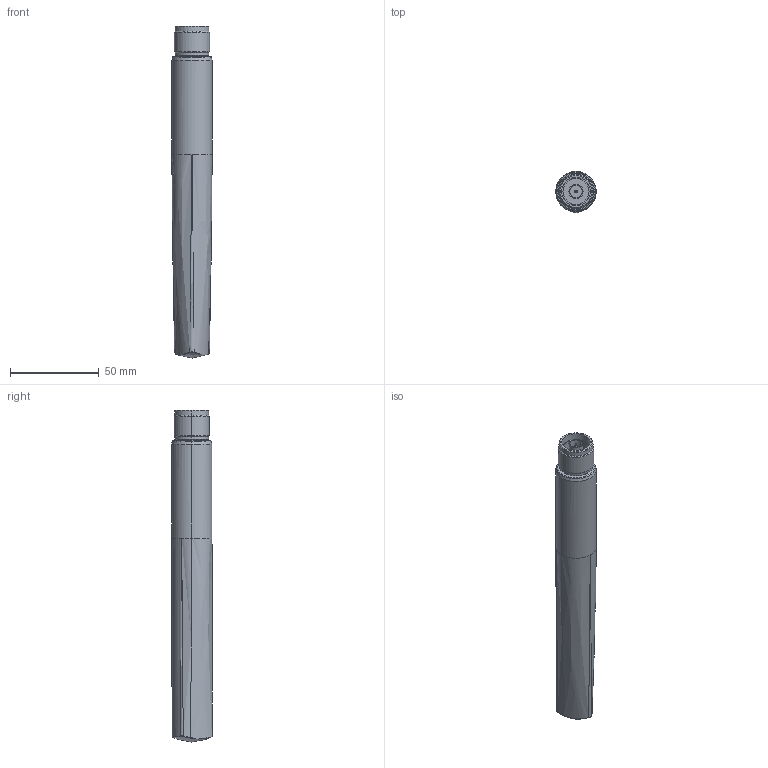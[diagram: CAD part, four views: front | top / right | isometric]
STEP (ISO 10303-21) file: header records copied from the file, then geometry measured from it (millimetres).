
FILE_DESCRIPTION (( 'STEP AP214' ), '1' );
FILE_NAME ('FM51OM1028_3D.step', '2022-12-30T19:24:33', ( '' ), ( '' ), 'SwSTEP 2.0', 'SolidWorks 2022', '' );
FILE_SCHEMA (( 'AUTOMOTIVE_DESIGN' ));
Length unit declared in the file: inch
Products named in the file (1): FM51OM1028_3D
Bounding box: 22.8 x 23.05 x 187.3 mm (x, y, z)
Surface area: 14412.8 mm2 (no closed solid volume)
Topology: 0 solids, 1 shells, 59 faces, 122 edges, 72 vertices
Faces by surface type: cylinder 20, bspline 19, cone 12, plane 8
Entity records: 4151 total; most frequent: CARTESIAN_POINT 2227, ORIENTED_EDGE 244, DIRECTION 210, EDGE_CURVE 122, AXIS2_PLACEMENT_3D 89, VERTEX_POINT 72, EDGE_LOOP 66, UNCERTAINTY_MEASURE_WITH_UNIT 61
